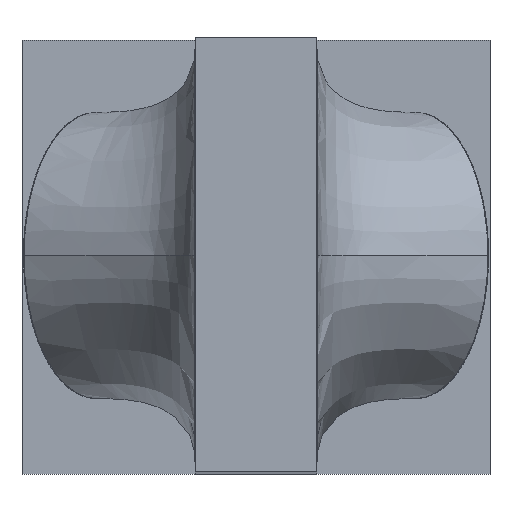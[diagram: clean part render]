
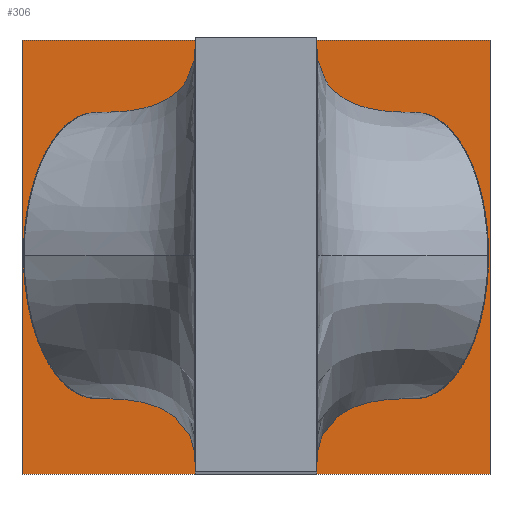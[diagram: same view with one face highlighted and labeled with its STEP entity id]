
A CAD part, top view. The second image highlights one B-rep face of the part: STEP entity #306.
In plain terms, the highlighted planar face has unit normal (0, 0, 1).
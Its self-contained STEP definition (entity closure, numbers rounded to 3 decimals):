
#186=B_SPLINE_CURVE_WITH_KNOTS($,1,(#8467,#8468),.UNSPECIFIED.,.F.,.F.,(2,
2),(-690.827,-524.145),.UNSPECIFIED.);
#188=B_SPLINE_CURVE_WITH_KNOTS($,1,(#8471,#8472),.UNSPECIFIED.,.F.,.F.,(2,
2),(0.,178.731),.UNSPECIFIED.);
#189=B_SPLINE_CURVE_WITH_KNOTS($,1,(#8473,#8474),.UNSPECIFIED.,.F.,.F.,(2,
2),(178.731,345.413),.UNSPECIFIED.);
#190=B_SPLINE_CURVE_WITH_KNOTS($,1,(#8475,#8476),.UNSPECIFIED.,.F.,.F.,(2,
2),(345.413,524.145),.UNSPECIFIED.);
#306=ADVANCED_FACE($,(#394),#1350,.T.);
#394=FACE_OUTER_BOUND($,#490,.T.);
#490=EDGE_LOOP($,(#868,#869,#870,#871));
#868=ORIENTED_EDGE($,*,*,#1135,.T.);
#869=ORIENTED_EDGE($,*,*,#1136,.T.);
#870=ORIENTED_EDGE($,*,*,#1137,.T.);
#871=ORIENTED_EDGE($,*,*,#1133,.F.);
#1133=EDGE_CURVE($,#1310,#1311,#186,.T.);
#1135=EDGE_CURVE($,#1310,#1312,#188,.T.);
#1136=EDGE_CURVE($,#1312,#1313,#189,.T.);
#1137=EDGE_CURVE($,#1313,#1311,#190,.T.);
#1310=VERTEX_POINT($,#8491);
#1311=VERTEX_POINT($,#8492);
#1312=VERTEX_POINT($,#8493);
#1313=VERTEX_POINT($,#8494);
#1350=PLANE($,#1582);
#1582=AXIS2_PLACEMENT_3D($,#8483,#1616,$);
#1616=DIRECTION($,(0.,0.,1.));
#8467=CARTESIAN_POINT($,(-90.,-83.5,5.));
#8468=CARTESIAN_POINT($,(-90.,83.5,5.));
#8471=CARTESIAN_POINT($,(-90.,-83.5,5.));
#8472=CARTESIAN_POINT($,(90.,-83.5,5.));
#8473=CARTESIAN_POINT($,(90.,-83.5,5.));
#8474=CARTESIAN_POINT($,(90.,83.5,5.));
#8475=CARTESIAN_POINT($,(90.,83.5,5.));
#8476=CARTESIAN_POINT($,(-90.,83.5,5.));
#8483=CARTESIAN_POINT($,(-90.,-83.5,5.));
#8491=CARTESIAN_POINT($,(-90.,-83.5,5.));
#8492=CARTESIAN_POINT($,(-90.,83.5,5.));
#8493=CARTESIAN_POINT($,(90.,-83.5,5.));
#8494=CARTESIAN_POINT($,(90.,83.5,5.));
